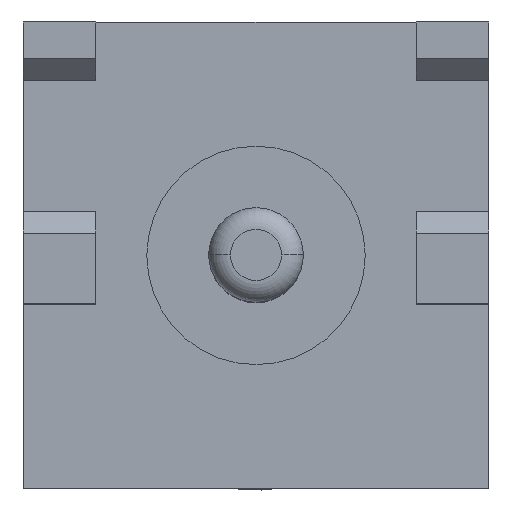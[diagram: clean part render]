
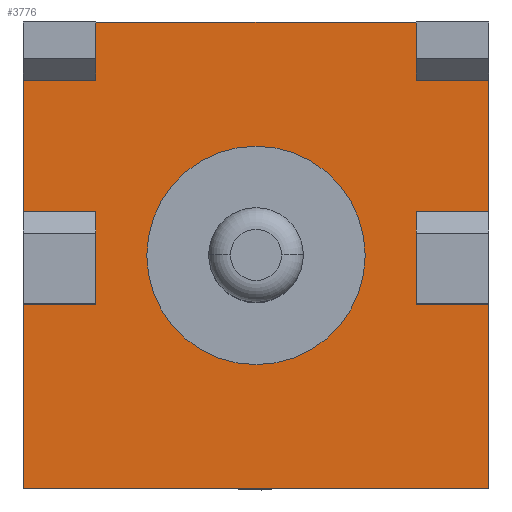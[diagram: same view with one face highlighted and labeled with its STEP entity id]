
A CAD part, top view. The second image highlights one B-rep face of the part: STEP entity #3776.
In plain terms, the highlighted planar face has unit normal (0, 0, 1).
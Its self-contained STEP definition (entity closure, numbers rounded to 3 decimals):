
#1 = ORIENTED_EDGE ( 'NONE', *, *, #2377, .T. ) ;
#22 = CARTESIAN_POINT ( 'NONE',  ( -3.2, 3.2, 1. ) ) ;
#49 = EDGE_CURVE ( 'NONE', #5742, #160, #2498, .T. ) ;
#97 = DIRECTION ( 'NONE',  ( -1., 0., 0. ) ) ;
#102 = VECTOR ( 'NONE', #2747, 1000. ) ;
#139 = LINE ( 'NONE', #2053, #4048 ) ;
#160 = VERTEX_POINT ( 'NONE', #3972 ) ;
#197 = EDGE_LOOP ( 'NONE', ( #6116, #6093 ) ) ;
#214 = DIRECTION ( 'NONE',  ( 0., 1., 0. ) ) ;
#225 = VECTOR ( 'NONE', #5439, 1000. ) ;
#241 = DIRECTION ( 'NONE',  ( 1., 0., 0. ) ) ;
#370 = EDGE_CURVE ( 'NONE', #2583, #1709, #5595, .T. ) ;
#390 = DIRECTION ( 'NONE',  ( 1., 0., 0. ) ) ;
#407 = LINE ( 'NONE', #3270, #102 ) ;
#420 = VECTOR ( 'NONE', #1189, 1000. ) ;
#466 = EDGE_CURVE ( 'NONE', #3686, #6194, #2640, .T. ) ;
#482 = CARTESIAN_POINT ( 'NONE',  ( -3.2, 2.4, 1. ) ) ;
#497 = LINE ( 'NONE', #4365, #5533 ) ;
#508 = CARTESIAN_POINT ( 'NONE',  ( 0., 0., 1. ) ) ;
#672 = ORIENTED_EDGE ( 'NONE', *, *, #875, .F. ) ;
#689 = CARTESIAN_POINT ( 'NONE',  ( -3.2, 0.6, 1. ) ) ;
#760 = DIRECTION ( 'NONE',  ( 1., 0., 0. ) ) ;
#769 = VERTEX_POINT ( 'NONE', #1935 ) ;
#792 = CARTESIAN_POINT ( 'NONE',  ( 3.2, -0.67, 1. ) ) ;
#875 = EDGE_CURVE ( 'NONE', #160, #769, #1185, .T. ) ;
#966 = CARTESIAN_POINT ( 'NONE',  ( 3.2, 0.6, 1. ) ) ;
#972 = CARTESIAN_POINT ( 'NONE',  ( 0., 0., 1. ) ) ;
#1026 = ORIENTED_EDGE ( 'NONE', *, *, #4283, .T. ) ;
#1037 = ORIENTED_EDGE ( 'NONE', *, *, #2860, .T. ) ;
#1108 = ORIENTED_EDGE ( 'NONE', *, *, #2333, .T. ) ;
#1185 = LINE ( 'NONE', #2635, #4329 ) ;
#1189 = DIRECTION ( 'NONE',  ( 0., -1., 0. ) ) ;
#1203 = LINE ( 'NONE', #5036, #1741 ) ;
#1235 = AXIS2_PLACEMENT_3D ( 'NONE', #508, #2435, #1956 ) ;
#1293 = EDGE_CURVE ( 'NONE', #2088, #6219, #4932, .T. ) ;
#1382 = DIRECTION ( 'NONE',  ( 1., 0., 0. ) ) ;
#1477 = CARTESIAN_POINT ( 'NONE',  ( -3.2, 3.2, 1. ) ) ;
#1664 = CARTESIAN_POINT ( 'NONE',  ( 2.2, -0.67, 1. ) ) ;
#1665 = CARTESIAN_POINT ( 'NONE',  ( 2.2, 2.4, 1. ) ) ;
#1709 = VERTEX_POINT ( 'NONE', #792 ) ;
#1741 = VECTOR ( 'NONE', #2274, 1000. ) ;
#1752 = ORIENTED_EDGE ( 'NONE', *, *, #4482, .F. ) ;
#1843 = VERTEX_POINT ( 'NONE', #966 ) ;
#1870 = VERTEX_POINT ( 'NONE', #3789 ) ;
#1899 = CARTESIAN_POINT ( 'NONE',  ( 3.2, -3.2, 1. ) ) ;
#1931 = CIRCLE ( 'NONE', #5453, 1.5 ) ;
#1935 = CARTESIAN_POINT ( 'NONE',  ( -2.2, 3.2, 1. ) ) ;
#1937 = DIRECTION ( 'NONE',  ( 0., -1., 0. ) ) ;
#1956 = DIRECTION ( 'NONE',  ( 1., 0., 0. ) ) ;
#2042 = ORIENTED_EDGE ( 'NONE', *, *, #3137, .F. ) ;
#2053 = CARTESIAN_POINT ( 'NONE',  ( -3.2, -0.67, 1. ) ) ;
#2062 = EDGE_CURVE ( 'NONE', #4868, #5141, #4553, .T. ) ;
#2088 = VERTEX_POINT ( 'NONE', #3141 ) ;
#2235 = VECTOR ( 'NONE', #760, 1000. ) ;
#2274 = DIRECTION ( 'NONE',  ( 0., -1., 0. ) ) ;
#2333 = EDGE_CURVE ( 'NONE', #5742, #6219, #5775, .T. ) ;
#2338 = ORIENTED_EDGE ( 'NONE', *, *, #4124, .F. ) ;
#2377 = EDGE_CURVE ( 'NONE', #3194, #2583, #3175, .T. ) ;
#2435 = DIRECTION ( 'NONE',  ( 0., 0., 1. ) ) ;
#2498 = LINE ( 'NONE', #4407, #3426 ) ;
#2519 = VERTEX_POINT ( 'NONE', #3812 ) ;
#2543 = ORIENTED_EDGE ( 'NONE', *, *, #2062, .F. ) ;
#2583 = VERTEX_POINT ( 'NONE', #1899 ) ;
#2635 = CARTESIAN_POINT ( 'NONE',  ( -2.2, 3.2, 1. ) ) ;
#2638 = VECTOR ( 'NONE', #1937, 1000. ) ;
#2640 = LINE ( 'NONE', #4516, #5638 ) ;
#2703 = CARTESIAN_POINT ( 'NONE',  ( 2.2, 0.6, 1. ) ) ;
#2747 = DIRECTION ( 'NONE',  ( 0., 1., 0. ) ) ;
#2860 = EDGE_CURVE ( 'NONE', #1870, #3194, #3402, .T. ) ;
#2908 = VECTOR ( 'NONE', #3800, 1000. ) ;
#2971 = EDGE_CURVE ( 'NONE', #2519, #4435, #3038, .T. ) ;
#2986 = ORIENTED_EDGE ( 'NONE', *, *, #370, .T. ) ;
#3038 = CIRCLE ( 'NONE', #1235, 1.5 ) ;
#3137 = EDGE_CURVE ( 'NONE', #1870, #3277, #139, .T. ) ;
#3141 = CARTESIAN_POINT ( 'NONE',  ( -2.2, 0.6, 1. ) ) ;
#3175 = LINE ( 'NONE', #5985, #2235 ) ;
#3194 = VERTEX_POINT ( 'NONE', #6059 ) ;
#3270 = CARTESIAN_POINT ( 'NONE',  ( -2.2, 0.6, 1. ) ) ;
#3277 = VERTEX_POINT ( 'NONE', #5515 ) ;
#3281 = EDGE_CURVE ( 'NONE', #4152, #3686, #1203, .T. ) ;
#3330 = DIRECTION ( 'NONE',  ( 0., 1., 0. ) ) ;
#3402 = LINE ( 'NONE', #5254, #3939 ) ;
#3426 = VECTOR ( 'NONE', #3971, 1000. ) ;
#3437 = EDGE_CURVE ( 'NONE', #4435, #2519, #1931, .T. ) ;
#3604 = ORIENTED_EDGE ( 'NONE', *, *, #466, .F. ) ;
#3643 = DIRECTION ( 'NONE',  ( 1., 0., 0. ) ) ;
#3686 = VERTEX_POINT ( 'NONE', #1665 ) ;
#3748 = CARTESIAN_POINT ( 'NONE',  ( 3.2, 0.6, 1. ) ) ;
#3754 = DIRECTION ( 'NONE',  ( 0., 0., 1. ) ) ;
#3765 = CARTESIAN_POINT ( 'NONE',  ( 1.5, 0., 1. ) ) ;
#3776 = ADVANCED_FACE ( 'NONE', ( #5709, #4695 ), #4723, .T. ) ;
#3789 = CARTESIAN_POINT ( 'NONE',  ( -3.2, -0.67, 1. ) ) ;
#3796 = DIRECTION ( 'NONE',  ( 0., 0., 1. ) ) ;
#3800 = DIRECTION ( 'NONE',  ( -1., 0., 0. ) ) ;
#3809 = CARTESIAN_POINT ( 'NONE',  ( 0., 0., 1. ) ) ;
#3812 = CARTESIAN_POINT ( 'NONE',  ( -1.5, 0., 1. ) ) ;
#3907 = VECTOR ( 'NONE', #97, 1000. ) ;
#3939 = VECTOR ( 'NONE', #6206, 1000. ) ;
#3958 = CARTESIAN_POINT ( 'NONE',  ( -3.2, 0.6, 1. ) ) ;
#3971 = DIRECTION ( 'NONE',  ( 1., 0., 0. ) ) ;
#3972 = CARTESIAN_POINT ( 'NONE',  ( -2.2, 2.4, 1. ) ) ;
#4010 = EDGE_CURVE ( 'NONE', #1843, #4868, #4191, .T. ) ;
#4048 = VECTOR ( 'NONE', #241, 1000. ) ;
#4124 = EDGE_CURVE ( 'NONE', #5141, #1709, #5701, .T. ) ;
#4152 = VERTEX_POINT ( 'NONE', #5377 ) ;
#4191 = LINE ( 'NONE', #3748, #2908 ) ;
#4280 = CARTESIAN_POINT ( 'NONE',  ( 3.2, -0.67, 1. ) ) ;
#4283 = EDGE_CURVE ( 'NONE', #4152, #769, #5312, .T. ) ;
#4329 = VECTOR ( 'NONE', #214, 1000. ) ;
#4365 = CARTESIAN_POINT ( 'NONE',  ( 3.2, 3.2, 1. ) ) ;
#4407 = CARTESIAN_POINT ( 'NONE',  ( -3.2, 2.4, 1. ) ) ;
#4435 = VERTEX_POINT ( 'NONE', #3765 ) ;
#4482 = EDGE_CURVE ( 'NONE', #3277, #2088, #407, .T. ) ;
#4516 = CARTESIAN_POINT ( 'NONE',  ( 3.2, 2.4, 1. ) ) ;
#4522 = ORIENTED_EDGE ( 'NONE', *, *, #4010, .F. ) ;
#4525 = ORIENTED_EDGE ( 'NONE', *, *, #4629, .T. ) ;
#4553 = LINE ( 'NONE', #1664, #420 ) ;
#4629 = EDGE_CURVE ( 'NONE', #1843, #6194, #497, .T. ) ;
#4695 = FACE_BOUND ( 'NONE', #197, .T. ) ;
#4723 = PLANE ( 'NONE',  #6041 ) ;
#4868 = VERTEX_POINT ( 'NONE', #2703 ) ;
#4932 = LINE ( 'NONE', #3958, #225 ) ;
#5008 = CARTESIAN_POINT ( 'NONE',  ( 2.2, -0.67, 1. ) ) ;
#5036 = CARTESIAN_POINT ( 'NONE',  ( 2.2, 3.2, 1. ) ) ;
#5053 = CARTESIAN_POINT ( 'NONE',  ( 3.2, 3.2, 1. ) ) ;
#5141 = VERTEX_POINT ( 'NONE', #5008 ) ;
#5254 = CARTESIAN_POINT ( 'NONE',  ( -3.2, 3.2, 1. ) ) ;
#5312 = LINE ( 'NONE', #1477, #3907 ) ;
#5326 = VECTOR ( 'NONE', #6012, 1000. ) ;
#5327 = EDGE_LOOP ( 'NONE', ( #1752, #2042, #1037, #1, #2986, #2338, #2543, #4522, #4525, #3604, #5997, #1026, #672, #5970, #1108, #6172 ) ) ;
#5377 = CARTESIAN_POINT ( 'NONE',  ( 2.2, 3.2, 1. ) ) ;
#5414 = VECTOR ( 'NONE', #1382, 1000. ) ;
#5431 = CARTESIAN_POINT ( 'NONE',  ( 3.2, 2.4, 1. ) ) ;
#5439 = DIRECTION ( 'NONE',  ( -1., 0., 0. ) ) ;
#5453 = AXIS2_PLACEMENT_3D ( 'NONE', #972, #3796, #5725 ) ;
#5515 = CARTESIAN_POINT ( 'NONE',  ( -2.2, -0.67, 1. ) ) ;
#5533 = VECTOR ( 'NONE', #3330, 1000. ) ;
#5595 = LINE ( 'NONE', #5053, #5326 ) ;
#5638 = VECTOR ( 'NONE', #3643, 1000. ) ;
#5701 = LINE ( 'NONE', #4280, #5414 ) ;
#5709 = FACE_OUTER_BOUND ( 'NONE', #5327, .T. ) ;
#5725 = DIRECTION ( 'NONE',  ( 1., 0., 0. ) ) ;
#5742 = VERTEX_POINT ( 'NONE', #482 ) ;
#5775 = LINE ( 'NONE', #22, #2638 ) ;
#5970 = ORIENTED_EDGE ( 'NONE', *, *, #49, .F. ) ;
#5985 = CARTESIAN_POINT ( 'NONE',  ( -3.2, -3.2, 1. ) ) ;
#5997 = ORIENTED_EDGE ( 'NONE', *, *, #3281, .F. ) ;
#6012 = DIRECTION ( 'NONE',  ( 0., 1., 0. ) ) ;
#6041 = AXIS2_PLACEMENT_3D ( 'NONE', #3809, #3754, #390 ) ;
#6059 = CARTESIAN_POINT ( 'NONE',  ( -3.2, -3.2, 1. ) ) ;
#6093 = ORIENTED_EDGE ( 'NONE', *, *, #3437, .F. ) ;
#6116 = ORIENTED_EDGE ( 'NONE', *, *, #2971, .F. ) ;
#6172 = ORIENTED_EDGE ( 'NONE', *, *, #1293, .F. ) ;
#6194 = VERTEX_POINT ( 'NONE', #5431 ) ;
#6206 = DIRECTION ( 'NONE',  ( 0., -1., 0. ) ) ;
#6219 = VERTEX_POINT ( 'NONE', #689 ) ;
